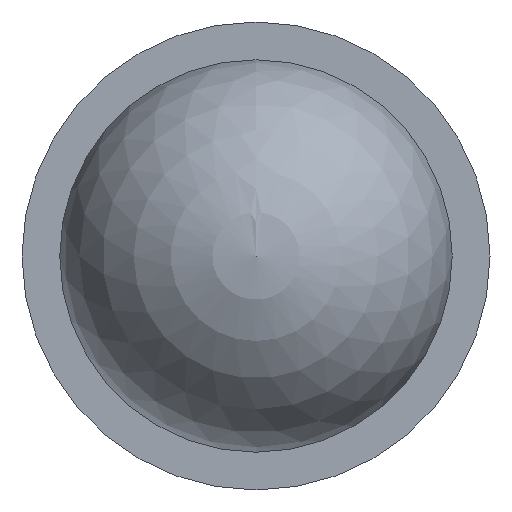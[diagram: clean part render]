
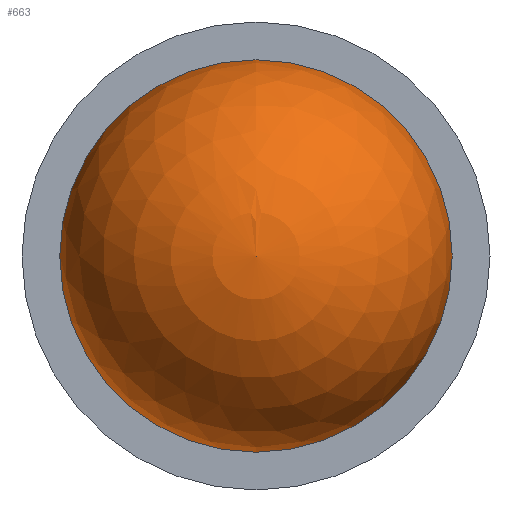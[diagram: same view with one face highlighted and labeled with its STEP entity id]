
A CAD part, front view. The second image highlights one B-rep face of the part: STEP entity #663.
In plain terms, the highlighted spherical face has radius 10.9 mm.
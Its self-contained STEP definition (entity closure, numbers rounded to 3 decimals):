
#20=SPHERICAL_SURFACE('',#771,10.9);
#95=FACE_OUTER_BOUND('',#151,.T.);
#151=EDGE_LOOP('',(#544,#545,#546,#547));
#260=CIRCLE('',#769,10.9);
#261=CIRCLE('',#770,10.9);
#262=CIRCLE('',#772,10.9);
#311=VERTEX_POINT('',#1145);
#312=VERTEX_POINT('',#1146);
#313=VERTEX_POINT('',#1151);
#389=EDGE_CURVE('',#311,#312,#260,.T.);
#391=EDGE_CURVE('',#312,#311,#261,.T.);
#392=EDGE_CURVE('',#312,#313,#262,.T.);
#544=ORIENTED_EDGE('',*,*,#389,.T.);
#545=ORIENTED_EDGE('',*,*,#392,.T.);
#546=ORIENTED_EDGE('',*,*,#392,.F.);
#547=ORIENTED_EDGE('',*,*,#391,.T.);
#663=ADVANCED_FACE('',(#95),#20,.T.);
#769=AXIS2_PLACEMENT_3D('',#1147,#968,#969);
#770=AXIS2_PLACEMENT_3D('',#1149,#971,#972);
#771=AXIS2_PLACEMENT_3D('',#1150,#973,#974);
#772=AXIS2_PLACEMENT_3D('',#1152,#975,#976);
#968=DIRECTION('center_axis',(0.,-1.,0.));
#969=DIRECTION('ref_axis',(1.,0.,0.));
#971=DIRECTION('center_axis',(0.,-1.,0.));
#972=DIRECTION('ref_axis',(1.,0.,0.));
#973=DIRECTION('center_axis',(0.,1.,0.));
#974=DIRECTION('ref_axis',(0.,0.,-1.));
#975=DIRECTION('center_axis',(1.,0.,0.));
#976=DIRECTION('ref_axis',(0.,0.,1.));
#1145=CARTESIAN_POINT('',(55.318,45.844,41.021));
#1146=CARTESIAN_POINT('',(66.218,45.844,51.921));
#1147=CARTESIAN_POINT('Origin',(66.218,45.844,41.021));
#1149=CARTESIAN_POINT('Origin',(66.218,45.844,41.021));
#1150=CARTESIAN_POINT('Origin',(66.218,45.844,41.021));
#1151=CARTESIAN_POINT('',(66.218,34.944,41.021));
#1152=CARTESIAN_POINT('Origin',(66.218,45.844,41.021));
